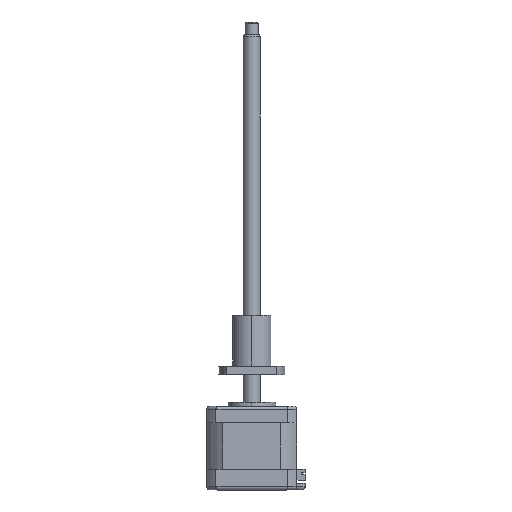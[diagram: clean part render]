
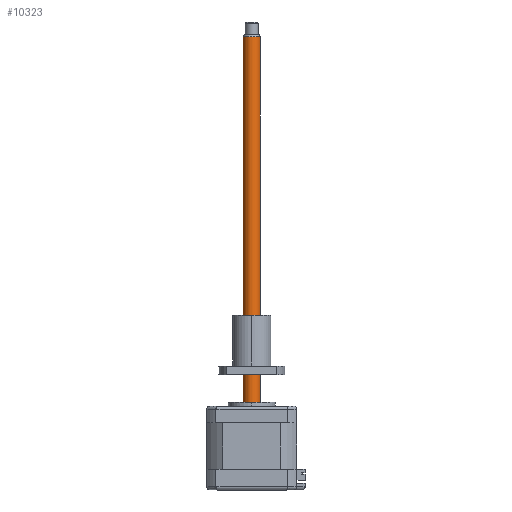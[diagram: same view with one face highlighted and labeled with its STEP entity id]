
A CAD part, top view. The second image highlights one B-rep face of the part: STEP entity #10323.
In plain terms, the highlighted cylindrical face has radius 4 mm (diameter 8 mm), a partial arc.
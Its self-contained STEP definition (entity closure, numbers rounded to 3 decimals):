
#582 = FACE_OUTER_BOUND ( 'NONE', #6235, .T. ) ;
#663 = VERTEX_POINT ( 'NONE', #1746 ) ;
#709 = AXIS2_PLACEMENT_3D ( 'NONE', #8443, #3172, #5903 ) ;
#1402 = CARTESIAN_POINT ( 'NONE',  ( -4.709, 17.843, 16.638 ) ) ;
#1410 = ORIENTED_EDGE ( 'NONE', *, *, #2934, .T. ) ;
#1446 = DIRECTION ( 'NONE',  ( 0., -1., 0. ) ) ;
#1746 = CARTESIAN_POINT ( 'NONE',  ( -8.709, 191.843, 16.638 ) ) ;
#2063 = EDGE_CURVE ( 'NONE', #4685, #3507, #5139, .T. ) ;
#2437 = EDGE_CURVE ( 'NONE', #3507, #11232, #9940, .T. ) ;
#2519 = AXIS2_PLACEMENT_3D ( 'NONE', #1402, #1446, #5736 ) ;
#2623 = ORIENTED_EDGE ( 'NONE', *, *, #2063, .F. ) ;
#2682 = AXIS2_PLACEMENT_3D ( 'NONE', #9472, #6815, #10335 ) ;
#2934 = EDGE_CURVE ( 'NONE', #663, #11232, #3942, .T. ) ;
#3172 = DIRECTION ( 'NONE',  ( 0., -1., 0. ) ) ;
#3456 = ORIENTED_EDGE ( 'NONE', *, *, #9279, .T. ) ;
#3507 = VERTEX_POINT ( 'NONE', #6991 ) ;
#3854 = CYLINDRICAL_SURFACE ( 'NONE', #709, 4. ) ;
#3942 = LINE ( 'NONE', #5128, #4883 ) ;
#4091 = CIRCLE ( 'NONE', #2682, 4. ) ;
#4685 = VERTEX_POINT ( 'NONE', #8334 ) ;
#4883 = VECTOR ( 'NONE', #6840, 1000. ) ;
#5128 = CARTESIAN_POINT ( 'NONE',  ( -8.709, 192.843, 16.638 ) ) ;
#5139 = LINE ( 'NONE', #10905, #6092 ) ;
#5736 = DIRECTION ( 'NONE',  ( -1., 0., 0. ) ) ;
#5903 = DIRECTION ( 'NONE',  ( -1., 0., 0. ) ) ;
#6092 = VECTOR ( 'NONE', #6563, 1000. ) ;
#6235 = EDGE_LOOP ( 'NONE', ( #2623, #3456, #1410, #8087 ) ) ;
#6528 = CARTESIAN_POINT ( 'NONE',  ( -8.709, 17.843, 16.638 ) ) ;
#6563 = DIRECTION ( 'NONE',  ( 0., -1., 0. ) ) ;
#6815 = DIRECTION ( 'NONE',  ( 0., -1., 0. ) ) ;
#6840 = DIRECTION ( 'NONE',  ( 0., -1., 0. ) ) ;
#6991 = CARTESIAN_POINT ( 'NONE',  ( -0.709, 17.843, 16.638 ) ) ;
#8087 = ORIENTED_EDGE ( 'NONE', *, *, #2437, .F. ) ;
#8334 = CARTESIAN_POINT ( 'NONE',  ( -0.709, 191.843, 16.638 ) ) ;
#8443 = CARTESIAN_POINT ( 'NONE',  ( -4.709, 192.843, 16.638 ) ) ;
#9279 = EDGE_CURVE ( 'NONE', #4685, #663, #4091, .T. ) ;
#9472 = CARTESIAN_POINT ( 'NONE',  ( -4.709, 191.843, 16.638 ) ) ;
#9940 = CIRCLE ( 'NONE', #2519, 4. ) ;
#10323 = ADVANCED_FACE ( 'NONE', ( #582 ), #3854, .T. ) ;
#10335 = DIRECTION ( 'NONE',  ( 1., 0., 0. ) ) ;
#10905 = CARTESIAN_POINT ( 'NONE',  ( -0.709, 192.843, 16.638 ) ) ;
#11232 = VERTEX_POINT ( 'NONE', #6528 ) ;
